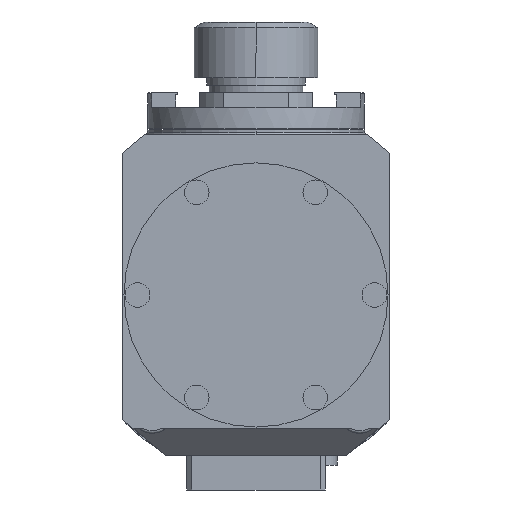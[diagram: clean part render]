
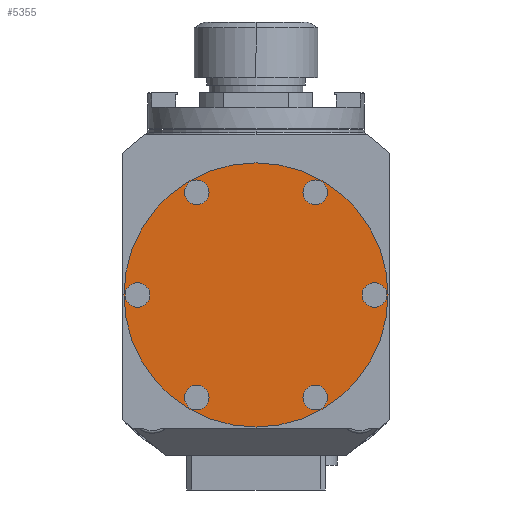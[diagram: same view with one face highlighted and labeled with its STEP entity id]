
A CAD part, left-side view. The second image highlights one B-rep face of the part: STEP entity #5355.
In plain terms, the highlighted planar face has unit normal (-1, 0, 0).
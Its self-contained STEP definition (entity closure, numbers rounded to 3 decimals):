
#699=CARTESIAN_POINT('',(-138.,0.,0.));
#700=DIRECTION('',(-1.,0.,0.));
#701=DIRECTION('',(0.,0.,1.));
#702=AXIS2_PLACEMENT_3D('',#699,#700,#701);
#708=CARTESIAN_POINT('',(-138.,0.,0.));
#709=DIRECTION('',(1.,0.,0.));
#710=DIRECTION('',(0.,0.,1.));
#711=AXIS2_PLACEMENT_3D('',#708,#709,#710);
#717=CARTESIAN_POINT('',(-138.,-24.,41.569));
#718=DIRECTION('',(1.,0.,0.));
#719=DIRECTION('',(0.,0.,1.));
#720=AXIS2_PLACEMENT_3D('',#717,#718,#719);
#722=CARTESIAN_POINT('',(-138.,-24.,41.569));
#723=DIRECTION('',(1.,0.,0.));
#724=DIRECTION('',(0.,0.,-1.));
#725=AXIS2_PLACEMENT_3D('',#722,#723,#724);
#727=CARTESIAN_POINT('',(-138.,24.,41.569));
#728=DIRECTION('',(1.,0.,0.));
#729=DIRECTION('',(0.,0.,1.));
#730=AXIS2_PLACEMENT_3D('',#727,#728,#729);
#732=CARTESIAN_POINT('',(-138.,24.,41.569));
#733=DIRECTION('',(1.,0.,0.));
#734=DIRECTION('',(0.,0.,-1.));
#735=AXIS2_PLACEMENT_3D('',#732,#733,#734);
#737=CARTESIAN_POINT('',(-138.,48.,0.));
#738=DIRECTION('',(1.,0.,0.));
#739=DIRECTION('',(0.,0.,1.));
#740=AXIS2_PLACEMENT_3D('',#737,#738,#739);
#742=CARTESIAN_POINT('',(-138.,48.,0.));
#743=DIRECTION('',(1.,0.,0.));
#744=DIRECTION('',(0.,0.,-1.));
#745=AXIS2_PLACEMENT_3D('',#742,#743,#744);
#747=CARTESIAN_POINT('',(-138.,24.,-41.569));
#748=DIRECTION('',(1.,0.,0.));
#749=DIRECTION('',(0.,0.,1.));
#750=AXIS2_PLACEMENT_3D('',#747,#748,#749);
#752=CARTESIAN_POINT('',(-138.,24.,-41.569));
#753=DIRECTION('',(1.,0.,0.));
#754=DIRECTION('',(0.,0.,-1.));
#755=AXIS2_PLACEMENT_3D('',#752,#753,#754);
#757=CARTESIAN_POINT('',(-138.,-24.,-41.569));
#758=DIRECTION('',(1.,0.,0.));
#759=DIRECTION('',(0.,0.,1.));
#760=AXIS2_PLACEMENT_3D('',#757,#758,#759);
#762=CARTESIAN_POINT('',(-138.,-24.,-41.569));
#763=DIRECTION('',(1.,0.,0.));
#764=DIRECTION('',(0.,0.,-1.));
#765=AXIS2_PLACEMENT_3D('',#762,#763,#764);
#767=CARTESIAN_POINT('',(-138.,-48.,0.));
#768=DIRECTION('',(1.,0.,0.));
#769=DIRECTION('',(0.,0.,1.));
#770=AXIS2_PLACEMENT_3D('',#767,#768,#769);
#772=CARTESIAN_POINT('',(-138.,-48.,0.));
#773=DIRECTION('',(1.,0.,0.));
#774=DIRECTION('',(0.,0.,-1.));
#775=AXIS2_PLACEMENT_3D('',#772,#773,#774);
#4263=CARTESIAN_POINT('',(-138.,0.,53.5));
#4264=CARTESIAN_POINT('',(-138.,0.,-53.5));
#4265=VERTEX_POINT('',#4263);
#4266=VERTEX_POINT('',#4264);
#4275=CARTESIAN_POINT('',(-138.,-24.,46.569));
#4276=CARTESIAN_POINT('',(-138.,-24.,36.569));
#4277=VERTEX_POINT('',#4275);
#4278=VERTEX_POINT('',#4276);
#4283=CARTESIAN_POINT('',(-138.,24.,46.569));
#4284=CARTESIAN_POINT('',(-138.,24.,36.569));
#4285=VERTEX_POINT('',#4283);
#4286=VERTEX_POINT('',#4284);
#4291=CARTESIAN_POINT('',(-138.,48.,5.));
#4292=CARTESIAN_POINT('',(-138.,48.,-5.));
#4293=VERTEX_POINT('',#4291);
#4294=VERTEX_POINT('',#4292);
#4299=CARTESIAN_POINT('',(-138.,24.,-36.569));
#4300=CARTESIAN_POINT('',(-138.,24.,-46.569));
#4301=VERTEX_POINT('',#4299);
#4302=VERTEX_POINT('',#4300);
#4307=CARTESIAN_POINT('',(-138.,-24.,-36.569));
#4308=CARTESIAN_POINT('',(-138.,-24.,-46.569));
#4309=VERTEX_POINT('',#4307);
#4310=VERTEX_POINT('',#4308);
#4315=CARTESIAN_POINT('',(-138.,-48.,5.));
#4316=CARTESIAN_POINT('',(-138.,-48.,-5.));
#4317=VERTEX_POINT('',#4315);
#4318=VERTEX_POINT('',#4316);
#5310=CARTESIAN_POINT('',(-138.,0.,0.));
#5311=DIRECTION('',(-1.,0.,0.));
#5312=DIRECTION('',(0.,0.,-1.));
#5313=AXIS2_PLACEMENT_3D('',#5310,#5311,#5312);
#5314=PLANE('',#5313);
#5315=ORIENTED_EDGE('',*,*,#5304,.T.);
#5316=ORIENTED_EDGE('',*,*,#5290,.F.);
#5317=EDGE_LOOP('',(#5315,#5316));
#5318=FACE_OUTER_BOUND('',#5317,.F.);
#5320=ORIENTED_EDGE('',*,*,#5319,.F.);
#5322=ORIENTED_EDGE('',*,*,#5321,.F.);
#5323=EDGE_LOOP('',(#5320,#5322));
#5324=FACE_BOUND('',#5323,.F.);
#5326=ORIENTED_EDGE('',*,*,#5325,.F.);
#5328=ORIENTED_EDGE('',*,*,#5327,.F.);
#5329=EDGE_LOOP('',(#5326,#5328));
#5330=FACE_BOUND('',#5329,.F.);
#5332=ORIENTED_EDGE('',*,*,#5331,.F.);
#5334=ORIENTED_EDGE('',*,*,#5333,.F.);
#5335=EDGE_LOOP('',(#5332,#5334));
#5336=FACE_BOUND('',#5335,.F.);
#5338=ORIENTED_EDGE('',*,*,#5337,.F.);
#5340=ORIENTED_EDGE('',*,*,#5339,.F.);
#5341=EDGE_LOOP('',(#5338,#5340));
#5342=FACE_BOUND('',#5341,.F.);
#5344=ORIENTED_EDGE('',*,*,#5343,.F.);
#5346=ORIENTED_EDGE('',*,*,#5345,.F.);
#5347=EDGE_LOOP('',(#5344,#5346));
#5348=FACE_BOUND('',#5347,.F.);
#5350=ORIENTED_EDGE('',*,*,#5349,.F.);
#5352=ORIENTED_EDGE('',*,*,#5351,.F.);
#5353=EDGE_LOOP('',(#5350,#5352));
#5354=FACE_BOUND('',#5353,.F.);
#5355=ADVANCED_FACE('',(#5318,#5324,#5330,#5336,#5342,#5348,#5354),#5314,.T.);
#703=CIRCLE('',#702,53.5);
#712=CIRCLE('',#711,53.5);
#721=CIRCLE('',#720,5.);
#726=CIRCLE('',#725,5.);
#731=CIRCLE('',#730,5.);
#736=CIRCLE('',#735,5.);
#741=CIRCLE('',#740,5.);
#746=CIRCLE('',#745,5.);
#751=CIRCLE('',#750,5.);
#756=CIRCLE('',#755,5.);
#761=CIRCLE('',#760,5.);
#766=CIRCLE('',#765,5.);
#771=CIRCLE('',#770,5.);
#776=CIRCLE('',#775,5.);
#5290=EDGE_CURVE('',#4265,#4266,#703,.T.);
#5304=EDGE_CURVE('',#4265,#4266,#712,.T.);
#5319=EDGE_CURVE('',#4277,#4278,#721,.T.);
#5321=EDGE_CURVE('',#4278,#4277,#726,.T.);
#5325=EDGE_CURVE('',#4285,#4286,#731,.T.);
#5327=EDGE_CURVE('',#4286,#4285,#736,.T.);
#5331=EDGE_CURVE('',#4293,#4294,#741,.T.);
#5333=EDGE_CURVE('',#4294,#4293,#746,.T.);
#5337=EDGE_CURVE('',#4301,#4302,#751,.T.);
#5339=EDGE_CURVE('',#4302,#4301,#756,.T.);
#5343=EDGE_CURVE('',#4309,#4310,#761,.T.);
#5345=EDGE_CURVE('',#4310,#4309,#766,.T.);
#5349=EDGE_CURVE('',#4317,#4318,#771,.T.);
#5351=EDGE_CURVE('',#4318,#4317,#776,.T.);
